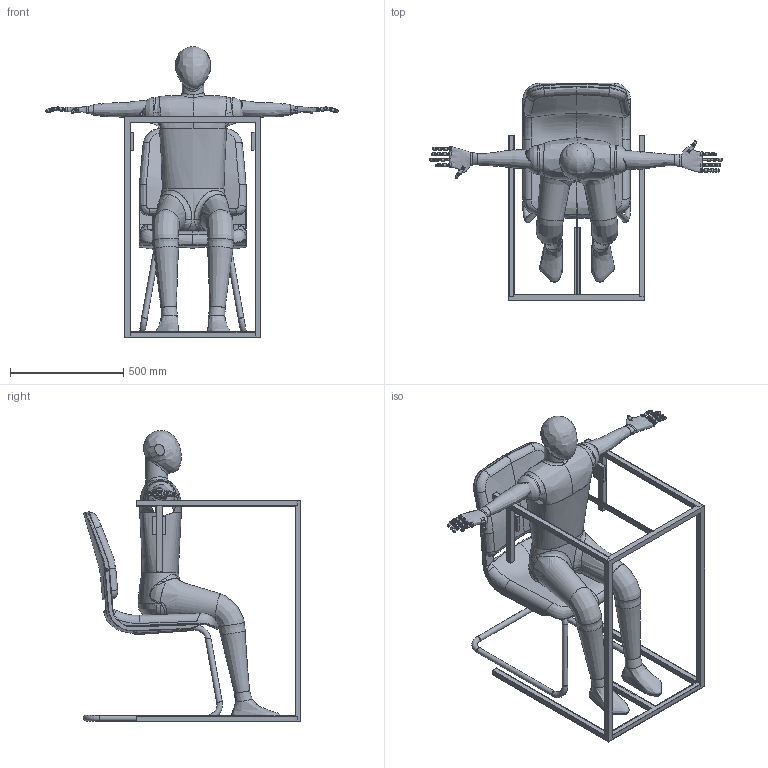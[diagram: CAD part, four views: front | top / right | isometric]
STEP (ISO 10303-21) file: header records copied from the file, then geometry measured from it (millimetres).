
FILE_DESCRIPTION(('FreeCAD Model'),'2;1');
FILE_NAME('Open CASCADE Shape Model','2025-04-29T16:16:16',('FreeCAD'),( 'FreeCAD'),'Open CASCADE STEP processor 7.6','FreeCAD','Unknown');
FILE_SCHEMA(('AUTOMOTIVE_DESIGN { 1 0 10303 214 1 1 1 1 }'));
Products named in the file (1): Open CASCADE STEP translator 7.6 1
Bounding box: 1289.98 x 958.79 x 1283.05 mm (x, y, z)
Volume: 24078661.6 mm3; surface area: 4357640 mm2
Topology: 91 solids, 167 shells, 1042 faces, 2572 edges, 1777 vertices
Faces by surface type: plane 440, bspline 287, cylinder 161, torus 88, cone 54, sphere 12
Full cylindrical faces by diameter (mm): 6 x16, 7.4 x4, 12 x32, 13.5 x24, 14 x4, 16 x2, 18 x8, 20 x9, 25 x9, 96 x1
Entity records: 128213 total; most frequent: CARTESIAN_POINT 105348, ORIENTED_EDGE 4745, DIRECTION 4200, EDGE_CURVE 2558, VERTEX_POINT 1776, AXIS2_PLACEMENT_3D 1658, FACE_BOUND 1101, EDGE_LOOP 1099
